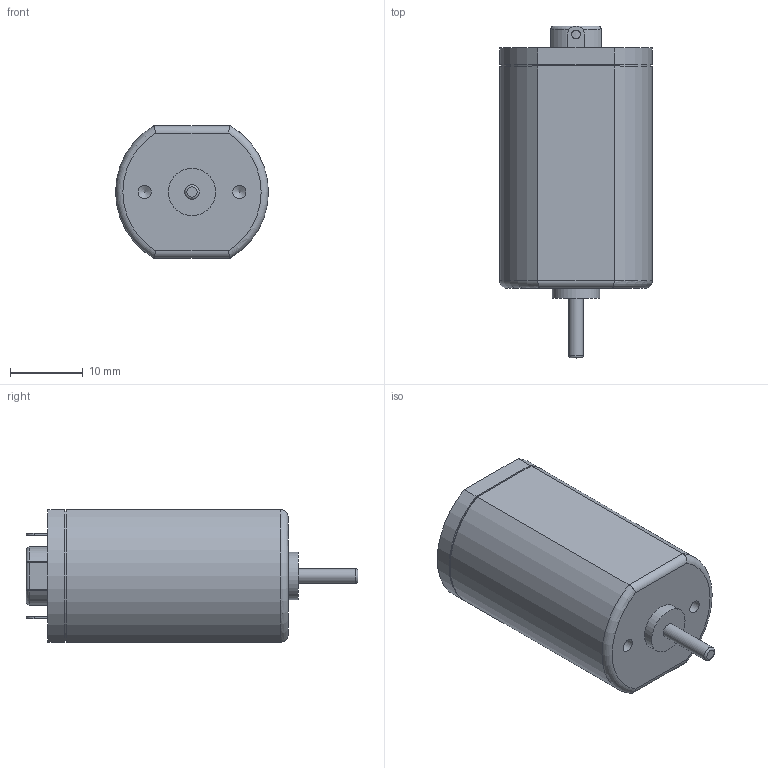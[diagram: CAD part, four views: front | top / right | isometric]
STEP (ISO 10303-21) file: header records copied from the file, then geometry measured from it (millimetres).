
FILE_DESCRIPTION((''),'2;1');
FILE_NAME('TP-2133C.STP','2013-06-14T13:20:05',('SSEGAWA'),(''),'Autodesk Inventor 2010','Autodesk Inventor 2010','');
FILE_SCHEMA(('CONFIG_CONTROL_DESIGN'));
Length unit declared in the file: millimetre
Products named in the file (1): tp_2133
Bounding box: 21 x 45.6 x 18.2 mm (x, y, z)
Volume: 10967.4 mm3; surface area: 2987 mm2
Topology: 1 solids, 1 shells, 58 faces, 132 edges, 83 vertices
Faces by surface type: plane 23, cylinder 21, torus 5, bspline 5, sphere 4
Full cylindrical faces by diameter (mm): 1.2 x1, 2 x1, 6.5 x1
Entity records: 1738 total; most frequent: CARTESIAN_POINT 390, DIRECTION 274, ORIENTED_EDGE 234, EDGE_CURVE 117, AXIS2_PLACEMENT_3D 107, EDGE_LOOP 78, VERTEX_POINT 77, VECTOR 60
